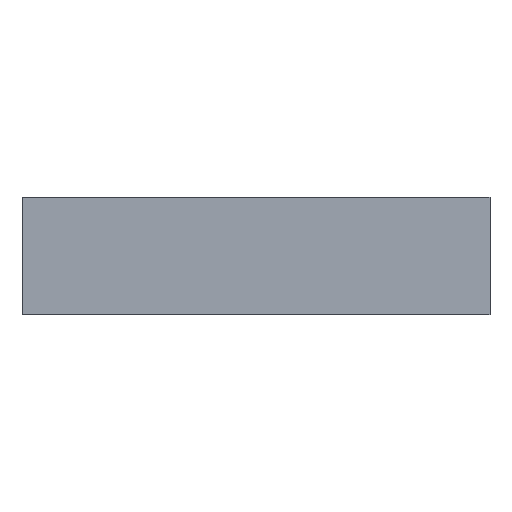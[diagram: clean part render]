
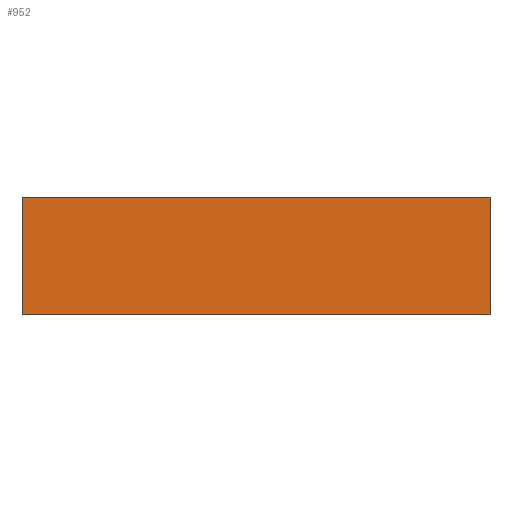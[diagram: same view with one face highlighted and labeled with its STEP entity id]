
A CAD part, front view. The second image highlights one B-rep face of the part: STEP entity #952.
In plain terms, the highlighted planar face has unit normal (0, -1, 0).
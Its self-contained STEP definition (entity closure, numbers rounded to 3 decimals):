
#55=PLANE('',#1051);
#99=FACE_OUTER_BOUND('',#150,.T.);
#150=EDGE_LOOP('',(#742,#743,#744,#745));
#241=LINE('',#1535,#325);
#242=LINE('',#1537,#326);
#243=LINE('',#1539,#327);
#244=LINE('',#1540,#328);
#325=VECTOR('',#1261,10.);
#326=VECTOR('',#1262,10.);
#327=VECTOR('',#1263,10.);
#328=VECTOR('',#1264,10.);
#468=VERTEX_POINT('',#1533);
#469=VERTEX_POINT('',#1534);
#470=VERTEX_POINT('',#1536);
#471=VERTEX_POINT('',#1538);
#579=EDGE_CURVE('',#468,#469,#241,.T.);
#580=EDGE_CURVE('',#470,#469,#242,.T.);
#581=EDGE_CURVE('',#470,#471,#243,.T.);
#582=EDGE_CURVE('',#471,#468,#244,.T.);
#742=ORIENTED_EDGE('',*,*,#579,.T.);
#743=ORIENTED_EDGE('',*,*,#580,.F.);
#744=ORIENTED_EDGE('',*,*,#581,.T.);
#745=ORIENTED_EDGE('',*,*,#582,.T.);
#952=ADVANCED_FACE('',(#99),#55,.T.);
#1051=AXIS2_PLACEMENT_3D('',#1532,#1259,#1260);
#1259=DIRECTION('center_axis',(0.,-1.,0.));
#1260=DIRECTION('ref_axis',(0.,0.,1.));
#1261=DIRECTION('',(0.,0.,-1.));
#1262=DIRECTION('',(-1.,0.,0.));
#1263=DIRECTION('',(0.,0.,1.));
#1264=DIRECTION('',(-1.,0.,0.));
#1532=CARTESIAN_POINT('Origin',(30.012,30.,-17.));
#1533=CARTESIAN_POINT('',(-9.988,30.,-7.));
#1534=CARTESIAN_POINT('',(-9.988,30.,-17.));
#1535=CARTESIAN_POINT('',(-9.988,30.,-14.5));
#1536=CARTESIAN_POINT('',(30.012,30.,-17.));
#1537=CARTESIAN_POINT('',(30.012,30.,-17.));
#1538=CARTESIAN_POINT('',(30.012,30.,-7.));
#1539=CARTESIAN_POINT('',(30.012,30.,-17.));
#1540=CARTESIAN_POINT('',(30.012,30.,-7.));
